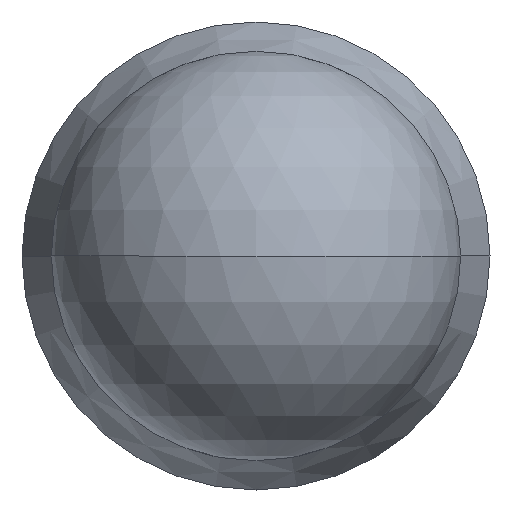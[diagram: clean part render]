
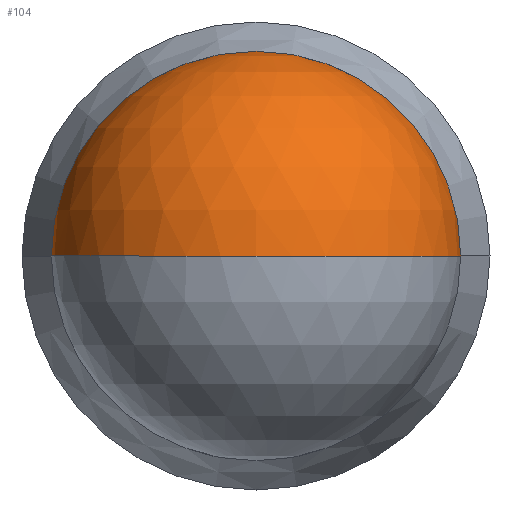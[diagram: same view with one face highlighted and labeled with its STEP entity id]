
A CAD part, front view. The second image highlights one B-rep face of the part: STEP entity #104.
In plain terms, the highlighted spherical face has radius 2.777 mm.
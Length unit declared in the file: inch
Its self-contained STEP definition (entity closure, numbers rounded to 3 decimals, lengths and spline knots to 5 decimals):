
#2 = DIRECTION ( 'NONE',  ( 1., 0., 0. ) ) ;
#21 = VERTEX_POINT ( 'NONE', #220 ) ;
#71 = AXIS2_PLACEMENT_3D ( 'NONE', #351, #160, #402 ) ;
#97 = AXIS2_PLACEMENT_3D ( 'NONE', #215, #313, #183 ) ;
#101 = FACE_OUTER_BOUND ( 'NONE', #119, .T. ) ;
#104 = ADVANCED_FACE ( 'NONE', ( #101 ), #335, .T. ) ;
#106 = VERTEX_POINT ( 'NONE', #230 ) ;
#107 = AXIS2_PLACEMENT_3D ( 'NONE', #310, #408, #116 ) ;
#116 = DIRECTION ( 'NONE',  ( 0., 0., -1. ) ) ;
#119 = EDGE_LOOP ( 'NONE', ( #296, #197, #247, #124 ) ) ;
#124 = ORIENTED_EDGE ( 'NONE', *, *, #177, .T. ) ;
#139 = CIRCLE ( 'NONE', #71, 0.10935 ) ;
#157 = CARTESIAN_POINT ( 'NONE',  ( 0., 0., 0. ) ) ;
#160 = DIRECTION ( 'NONE',  ( 0., 0., 1. ) ) ;
#163 = EDGE_CURVE ( 'NONE', #21, #188, #333, .T. ) ;
#167 = AXIS2_PLACEMENT_3D ( 'NONE', #396, #203, #2 ) ;
#177 = EDGE_CURVE ( 'NONE', #21, #370, #258, .T. ) ;
#183 = DIRECTION ( 'NONE',  ( -1., 0., 0. ) ) ;
#188 = VERTEX_POINT ( 'NONE', #157 ) ;
#197 = ORIENTED_EDGE ( 'NONE', *, *, #239, .T. ) ;
#202 = EDGE_CURVE ( 'NONE', #370, #106, #324, .T. ) ;
#203 = DIRECTION ( 'NONE',  ( 0., 0., 1. ) ) ;
#215 = CARTESIAN_POINT ( 'NONE',  ( 0., 0.10935, 0. ) ) ;
#220 = CARTESIAN_POINT ( 'NONE',  ( 0.10935, 0.10935, 0. ) ) ;
#225 = CARTESIAN_POINT ( 'NONE',  ( 0., 0.10935, 0.10935 ) ) ;
#230 = CARTESIAN_POINT ( 'NONE',  ( -0.10935, 0.10935, 0. ) ) ;
#239 = EDGE_CURVE ( 'NONE', #106, #188, #139, .T. ) ;
#247 = ORIENTED_EDGE ( 'NONE', *, *, #163, .F. ) ;
#258 = CIRCLE ( 'NONE', #353, 0.10935 ) ;
#274 = DIRECTION ( 'NONE',  ( 0., -1., 0. ) ) ;
#296 = ORIENTED_EDGE ( 'NONE', *, *, #202, .T. ) ;
#307 = DIRECTION ( 'NONE',  ( 0., 0., -1. ) ) ;
#310 = CARTESIAN_POINT ( 'NONE',  ( 0., 0.10935, 0. ) ) ;
#313 = DIRECTION ( 'NONE',  ( 0., 0., -1. ) ) ;
#324 = CIRCLE ( 'NONE', #107, 0.10935 ) ;
#333 = CIRCLE ( 'NONE', #97, 0.10935 ) ;
#335 = SPHERICAL_SURFACE ( 'NONE', #167, 0.10935 ) ;
#351 = CARTESIAN_POINT ( 'NONE',  ( 0., 0.10935, 0. ) ) ;
#353 = AXIS2_PLACEMENT_3D ( 'NONE', #410, #274, #307 ) ;
#370 = VERTEX_POINT ( 'NONE', #225 ) ;
#396 = CARTESIAN_POINT ( 'NONE',  ( 0., 0.10935, 0. ) ) ;
#402 = DIRECTION ( 'NONE',  ( 1., 0., 0. ) ) ;
#408 = DIRECTION ( 'NONE',  ( 0., -1., 0. ) ) ;
#410 = CARTESIAN_POINT ( 'NONE',  ( 0., 0.10935, 0. ) ) ;
